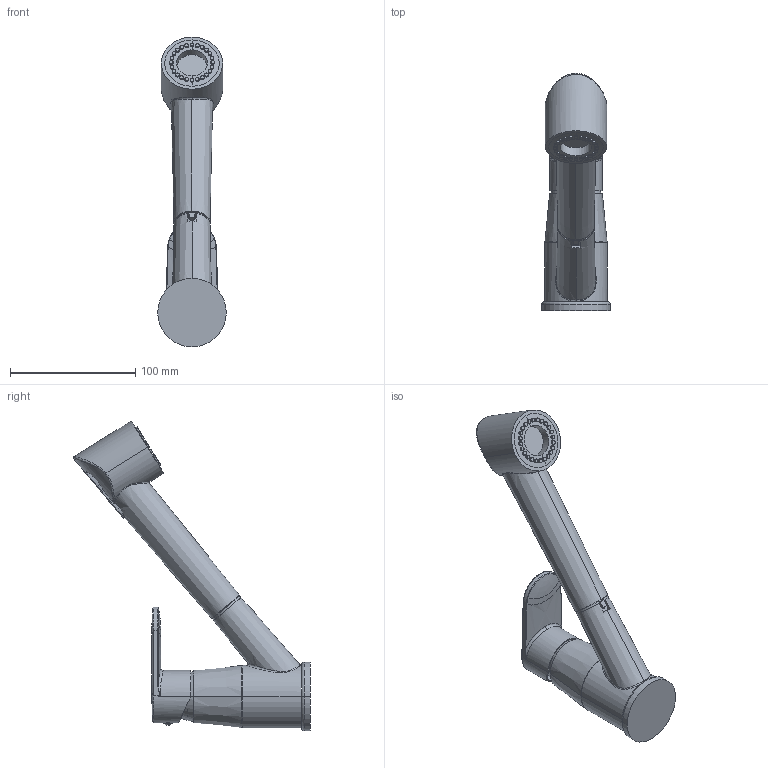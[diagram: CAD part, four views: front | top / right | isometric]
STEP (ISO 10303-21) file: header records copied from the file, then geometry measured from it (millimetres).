
FILE_DESCRIPTION((''),'2;1');
FILE_NAME('CA183CR','2021-01-13T13:50:02',('ut3'),('PAFFONI SpA'),'CREO PARAMETRIC BY PTC INC, 2020044','CREO PARAMETRIC BY PTC INC, 2020044','');
FILE_SCHEMA(('CONFIG_CONTROL_DESIGN','SHAPE_APPEARANCE_LAYERS_GROUPS'));
Length unit declared in the file: millimetre
Products named in the file (1): CA183CR
Bounding box: 54.7 x 188.92 x 247.32 mm (x, y, z)
Volume: 282438.5 mm3; surface area: 95935.8 mm2
Topology: 5 solids, 5 shells, 331 faces, 782 edges, 493 vertices
Faces by surface type: cylinder 114, plane 102, bspline 54, cone 38, torus 19, sphere 4
Entity records: 24334 total; most frequent: CARTESIAN_POINT 14103, ORIENTED_EDGE 1560, DIRECTION 1433, EDGE_CURVE 780, AXIS2_PLACEMENT_3D 583, VERTEX_POINT 493, FILL_AREA_STYLE_COLOUR 443, FILL_AREA_STYLE 443
